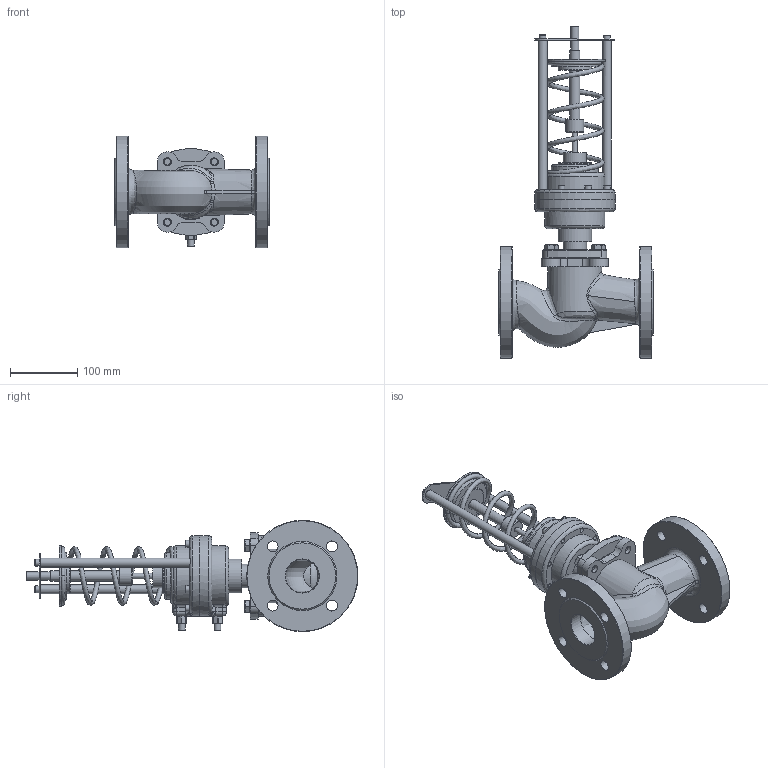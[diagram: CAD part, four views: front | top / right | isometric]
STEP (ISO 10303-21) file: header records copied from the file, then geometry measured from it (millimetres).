
FILE_DESCRIPTION(/* description */ (''),/* implementation_level */ '2;1');
FILE_NAME(/* name */ 'DN50_3D_STEP.stp',/* time_stamp */ '2025-12-17T22:52:41+03:00',/* author */ ('igorr'),/* organization */ (''),/* preprocessor_version */ 'ST-DEVELOPER v20',/* originating_system */ 'Autodesk Inventor 2025',/* authorisation */ '');
FILE_SCHEMA (('AUTOMOTIVE_DESIGN { 1 0 10303 214 3 1 1 }'));
Length unit declared in the file: millimetre
Products named in the file (5): Сборка; Деталь1; Деталь2; AS 1420 - 1973 - M6 x 10; AS 1110 - M12 x 20
Assembly tree (14 placements, depth 2):
  Сборка
    Деталь1
    Деталь2
    AS 1420 - 1973 - M6 x 10  x8
    AS 1110 - M12 x 20  x4
Bounding box: 230 x 495 x 166 mm (x, y, z)
Volume: 2647881.2 mm3; surface area: 392776.6 mm2
Topology: 14 solids, 15 shells, 568 faces, 1428 edges, 917 vertices
Faces by surface type: plane 258, cylinder 148, bspline 63, cone 55, torus 40, sphere 4
Full cylindrical faces by diameter (mm): 4.49 x2, 4.902 x1, 6 x8, 7 x17, 8 x1, 9.994 x2, 10 x8, 12 x10, 13 x4, 13.036 x1, 13.497 x1, 15 x2, 16 x8, 18 x4, 27 x1, 34.526 x1, 35 x1, 50 x5, 70 x2, 80 x1, 90 x2, 120 x1, 166 x2
Entity records: 22786 total; most frequent: CARTESIAN_POINT 12770, ORIENTED_EDGE 2032, DIRECTION 1922, EDGE_CURVE 1016, AXIS2_PLACEMENT_3D 786, VERTEX_POINT 659, EDGE_LOOP 481, CIRCLE 403
